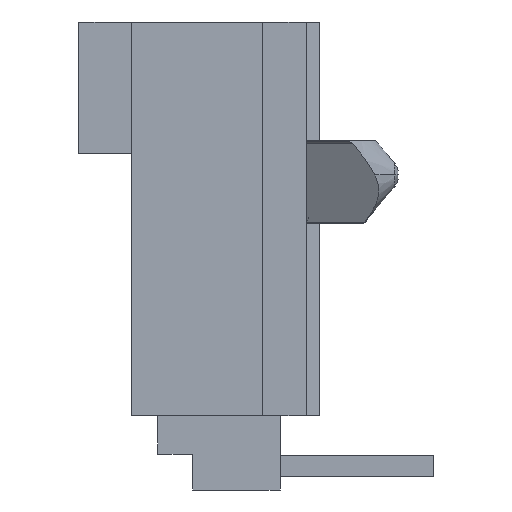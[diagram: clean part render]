
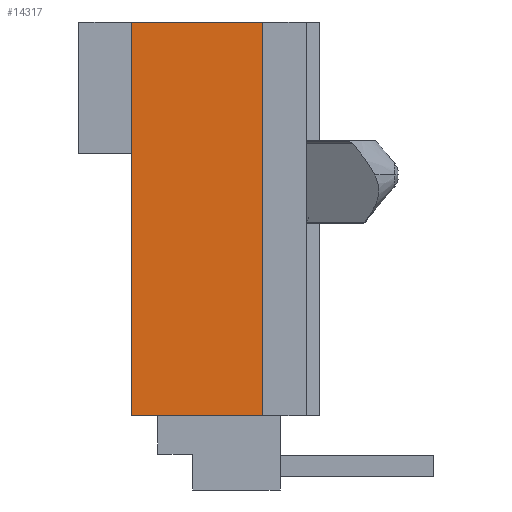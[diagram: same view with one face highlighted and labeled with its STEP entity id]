
A CAD part, left-side view. The second image highlights one B-rep face of the part: STEP entity #14317.
In plain terms, the highlighted planar face has unit normal (-1, 0, 0).
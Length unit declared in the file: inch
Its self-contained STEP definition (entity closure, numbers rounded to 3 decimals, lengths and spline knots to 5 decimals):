
#41=DIRECTION('',(0.,-1.,0.));
#42=VECTOR('',#41,0.15);
#43=CARTESIAN_POINT('',(-1.05,0.1,-0.225));
#44=LINE('',#43,#42);
#424=DIRECTION('',(0.,-1.,0.));
#425=VECTOR('',#424,0.15);
#426=CARTESIAN_POINT('',(-1.05,0.1,0.225));
#427=LINE('',#426,#425);
#5048=DIRECTION('',(0.,0.,1.));
#5049=VECTOR('',#5048,0.45);
#5050=CARTESIAN_POINT('',(-1.05,0.1,-0.225));
#5051=LINE('',#5050,#5049);
#5052=DIRECTION('',(0.,0.,1.));
#5053=VECTOR('',#5052,0.45);
#5054=CARTESIAN_POINT('',(-1.05,-0.05,-0.225));
#5055=LINE('',#5054,#5053);
#5347=CARTESIAN_POINT('',(-1.05,0.1,-0.225));
#5348=CARTESIAN_POINT('',(-1.05,-0.05,-0.225));
#5349=VERTEX_POINT('',#5347);
#5350=VERTEX_POINT('',#5348);
#5355=CARTESIAN_POINT('',(-1.05,0.1,0.225));
#5356=CARTESIAN_POINT('',(-1.05,-0.05,0.225));
#5357=VERTEX_POINT('',#5355);
#5358=VERTEX_POINT('',#5356);
#14305=CARTESIAN_POINT('',(-1.05,0.1,-0.225));
#14306=DIRECTION('',(-1.,0.,0.));
#14307=DIRECTION('',(0.,-1.,0.));
#14308=AXIS2_PLACEMENT_3D('',#14305,#14306,#14307);
#14309=PLANE('',#14308);
#14310=ORIENTED_EDGE('',*,*,#6998,.F.);
#14311=ORIENTED_EDGE('',*,*,#13891,.T.);
#14312=ORIENTED_EDGE('',*,*,#7457,.T.);
#14314=ORIENTED_EDGE('',*,*,#14313,.F.);
#14315=EDGE_LOOP('',(#14310,#14311,#14312,#14314));
#14316=FACE_OUTER_BOUND('',#14315,.F.);
#14317=ADVANCED_FACE('',(#14316),#14309,.T.);
#6998=EDGE_CURVE('',#5349,#5350,#44,.T.);
#7457=EDGE_CURVE('',#5357,#5358,#427,.T.);
#13891=EDGE_CURVE('',#5349,#5357,#5051,.T.);
#14313=EDGE_CURVE('',#5350,#5358,#5055,.T.);
